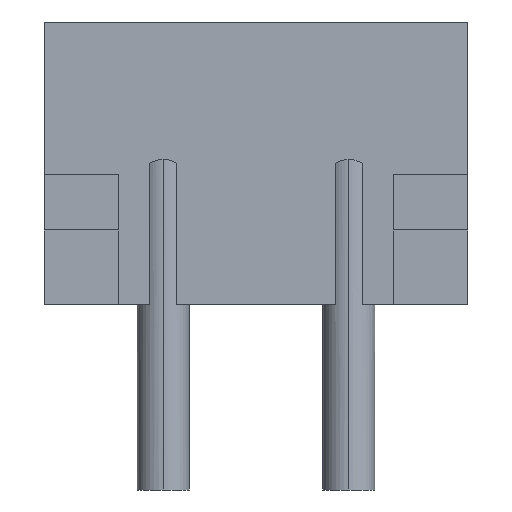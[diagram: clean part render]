
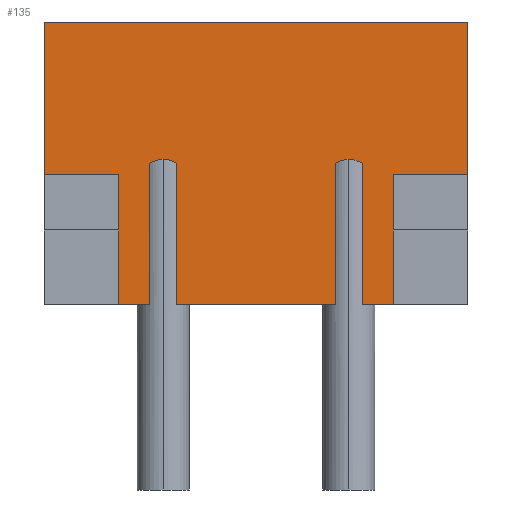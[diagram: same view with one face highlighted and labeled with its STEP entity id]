
A CAD part, front view. The second image highlights one B-rep face of the part: STEP entity #135.
In plain terms, the highlighted planar face has unit normal (0, -1, 0).
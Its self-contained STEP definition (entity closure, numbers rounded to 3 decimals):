
#1 = VERTEX_POINT ( 'NONE', #513 ) ;
#12 = EDGE_CURVE ( 'NONE', #52, #13, #588, .T. ) ;
#13 = VERTEX_POINT ( 'NONE', #579 ) ;
#27 = VERTEX_POINT ( 'NONE', #641 ) ;
#30 = EDGE_CURVE ( 'NONE', #27, #1, #631, .T. ) ;
#35 = VERTEX_POINT ( 'NONE', #669 ) ;
#44 = VERTEX_POINT ( 'NONE', #689 ) ;
#46 = EDGE_CURVE ( 'NONE', #50, #35, #687, .T. ) ;
#50 = VERTEX_POINT ( 'NONE', #721 ) ;
#52 = VERTEX_POINT ( 'NONE', #720 ) ;
#57 = ORIENTED_EDGE ( 'NONE', *, *, #12, .T. ) ;
#58 = EDGE_CURVE ( 'NONE', #52, #73, #766, .T. ) ;
#60 = EDGE_CURVE ( 'NONE', #63, #44, #762, .T. ) ;
#63 = VERTEX_POINT ( 'NONE', #788 ) ;
#72 = EDGE_CURVE ( 'NONE', #83, #73, #781, .T. ) ;
#73 = VERTEX_POINT ( 'NONE', #772 ) ;
#74 = ORIENTED_EDGE ( 'NONE', *, *, #58, .F. ) ;
#75 = ORIENTED_EDGE ( 'NONE', *, *, #30, .F. ) ;
#76 = ORIENTED_EDGE ( 'NONE', *, *, #77, .T. ) ;
#77 = EDGE_CURVE ( 'NONE', #27, #78, #833, .T. ) ;
#78 = VERTEX_POINT ( 'NONE', #829 ) ;
#79 = ORIENTED_EDGE ( 'NONE', *, *, #80, .T. ) ;
#80 = EDGE_CURVE ( 'NONE', #13, #1, #828, .T. ) ;
#81 = EDGE_CURVE ( 'NONE', #84, #83, #823, .T. ) ;
#82 = ORIENTED_EDGE ( 'NONE', *, *, #72, .T. ) ;
#83 = VERTEX_POINT ( 'NONE', #819 ) ;
#84 = VERTEX_POINT ( 'NONE', #818 ) ;
#85 = EDGE_CURVE ( 'NONE', #84, #122, #817, .T. ) ;
#86 = ORIENTED_EDGE ( 'NONE', *, *, #81, .T. ) ;
#88 = EDGE_CURVE ( 'NONE', #35, #44, #813, .T. ) ;
#89 = ORIENTED_EDGE ( 'NONE', *, *, #46, .T. ) ;
#90 = ORIENTED_EDGE ( 'NONE', *, *, #60, .F. ) ;
#91 = ORIENTED_EDGE ( 'NONE', *, *, #88, .T. ) ;
#95 = EDGE_CURVE ( 'NONE', #50, #78, #802, .T. ) ;
#96 = ORIENTED_EDGE ( 'NONE', *, *, #95, .F. ) ;
#109 = VERTEX_POINT ( 'NONE', #882 ) ;
#110 = VERTEX_POINT ( 'NONE', #881 ) ;
#111 = ORIENTED_EDGE ( 'NONE', *, *, #112, .T. ) ;
#112 = EDGE_CURVE ( 'NONE', #110, #113, #880, .T. ) ;
#113 = VERTEX_POINT ( 'NONE', #876 ) ;
#114 = ORIENTED_EDGE ( 'NONE', *, *, #115, .F. ) ;
#115 = EDGE_CURVE ( 'NONE', #116, #113, #875, .T. ) ;
#116 = VERTEX_POINT ( 'NONE', #871 ) ;
#117 = ORIENTED_EDGE ( 'NONE', *, *, #118, .F. ) ;
#118 = EDGE_CURVE ( 'NONE', #119, #116, #870, .T. ) ;
#119 = VERTEX_POINT ( 'NONE', #866 ) ;
#120 = ORIENTED_EDGE ( 'NONE', *, *, #121, .T. ) ;
#121 = EDGE_CURVE ( 'NONE', #119, #122, #864, .T. ) ;
#122 = VERTEX_POINT ( 'NONE', #926 ) ;
#123 = ORIENTED_EDGE ( 'NONE', *, *, #85, .F. ) ;
#135 = ADVANCED_FACE ( 'NONE', ( #903 ), #947, .F. ) ;
#136 = EDGE_LOOP ( 'NONE', ( #137, #111, #114, #117, #120, #123, #86, #82, #74, #57, #79, #75, #76, #96, #89, #91, #90, #516 ) ) ;
#137 = ORIENTED_EDGE ( 'NONE', *, *, #138, .T. ) ;
#138 = EDGE_CURVE ( 'NONE', #109, #110, #946, .T. ) ;
#513 = CARTESIAN_POINT ( 'NONE',  ( 1.78, 0., 1.9 ) ) ;
#514 = EDGE_CURVE ( 'NONE', #63, #109, #1988, .T. ) ;
#516 = ORIENTED_EDGE ( 'NONE', *, *, #514, .T. ) ;
#579 = CARTESIAN_POINT ( 'NONE',  ( 1.6, 0., 1.95 ) ) ;
#580 = DIRECTION ( 'NONE',  ( 0., 0., 1. ) ) ;
#581 = DIRECTION ( 'NONE',  ( 0., 1., 0. ) ) ;
#582 = CARTESIAN_POINT ( 'NONE',  ( 1.6, 0., 1.6 ) ) ;
#583 = AXIS2_PLACEMENT_3D ( 'NONE', #582, #581, #580 ) ;
#588 = CIRCLE ( 'NONE', #583, 0.35 ) ;
#628 = DIRECTION ( 'NONE',  ( 0., 0., 1. ) ) ;
#629 = VECTOR ( 'NONE', #628, 1000. ) ;
#630 = CARTESIAN_POINT ( 'NONE',  ( 1.78, 0., 1.6 ) ) ;
#631 = LINE ( 'NONE', #630, #629 ) ;
#641 = CARTESIAN_POINT ( 'NONE',  ( 1.78, 0., 0. ) ) ;
#669 = CARTESIAN_POINT ( 'NONE',  ( 4.1, 0., 1.95 ) ) ;
#683 = DIRECTION ( 'NONE',  ( 0., 0., 1. ) ) ;
#684 = DIRECTION ( 'NONE',  ( 0., 1., 0. ) ) ;
#685 = CARTESIAN_POINT ( 'NONE',  ( 4.1, 0., 1.6 ) ) ;
#686 = AXIS2_PLACEMENT_3D ( 'NONE', #685, #684, #683 ) ;
#687 = CIRCLE ( 'NONE', #686, 0.35 ) ;
#689 = CARTESIAN_POINT ( 'NONE',  ( 4.28, 0., 1.9 ) ) ;
#720 = CARTESIAN_POINT ( 'NONE',  ( 1.42, 0., 1.9 ) ) ;
#721 = CARTESIAN_POINT ( 'NONE',  ( 3.92, 0., 1.9 ) ) ;
#758 = DIRECTION ( 'NONE',  ( 0., 0., 1. ) ) ;
#759 = VECTOR ( 'NONE', #758, 1000. ) ;
#760 = CARTESIAN_POINT ( 'NONE',  ( 4.28, 0., 1.6 ) ) ;
#762 = LINE ( 'NONE', #760, #759 ) ;
#763 = DIRECTION ( 'NONE',  ( 0., 0., -1. ) ) ;
#764 = VECTOR ( 'NONE', #763, 1000. ) ;
#765 = CARTESIAN_POINT ( 'NONE',  ( 1.42, 0., 1.6 ) ) ;
#766 = LINE ( 'NONE', #765, #764 ) ;
#772 = CARTESIAN_POINT ( 'NONE',  ( 1.42, 0., 0. ) ) ;
#773 = DIRECTION ( 'NONE',  ( 1., 0., 0. ) ) ;
#774 = VECTOR ( 'NONE', #773, 1000. ) ;
#775 = CARTESIAN_POINT ( 'NONE',  ( 0., 0., 0. ) ) ;
#781 = LINE ( 'NONE', #775, #774 ) ;
#788 = CARTESIAN_POINT ( 'NONE',  ( 4.28, 0., 0. ) ) ;
#800 = DIRECTION ( 'NONE',  ( 0., 0., -1. ) ) ;
#801 = CARTESIAN_POINT ( 'NONE',  ( 3.92, 0., 1.6 ) ) ;
#802 = LINE ( 'NONE', #801, #860 ) ;
#809 = DIRECTION ( 'NONE',  ( 0., 0., 1. ) ) ;
#810 = DIRECTION ( 'NONE',  ( 0., 1., 0. ) ) ;
#811 = CARTESIAN_POINT ( 'NONE',  ( 4.1, 0., 1.6 ) ) ;
#812 = AXIS2_PLACEMENT_3D ( 'NONE', #811, #810, #809 ) ;
#813 = CIRCLE ( 'NONE', #812, 0.35 ) ;
#814 = DIRECTION ( 'NONE',  ( -1., 0., 0. ) ) ;
#815 = VECTOR ( 'NONE', #814, 1000. ) ;
#816 = CARTESIAN_POINT ( 'NONE',  ( 1., 0., 1.75 ) ) ;
#817 = LINE ( 'NONE', #816, #815 ) ;
#818 = CARTESIAN_POINT ( 'NONE',  ( 1., 0., 1.75 ) ) ;
#819 = CARTESIAN_POINT ( 'NONE',  ( 1., 0., 0. ) ) ;
#820 = DIRECTION ( 'NONE',  ( 0., 0., -1. ) ) ;
#821 = VECTOR ( 'NONE', #820, 1000. ) ;
#822 = CARTESIAN_POINT ( 'NONE',  ( 1., 0., 0. ) ) ;
#823 = LINE ( 'NONE', #822, #821 ) ;
#824 = DIRECTION ( 'NONE',  ( 0., 0., 1. ) ) ;
#825 = DIRECTION ( 'NONE',  ( 0., 1., 0. ) ) ;
#826 = CARTESIAN_POINT ( 'NONE',  ( 1.6, 0., 1.6 ) ) ;
#827 = AXIS2_PLACEMENT_3D ( 'NONE', #826, #825, #824 ) ;
#828 = CIRCLE ( 'NONE', #827, 0.35 ) ;
#829 = CARTESIAN_POINT ( 'NONE',  ( 3.92, 0., 0. ) ) ;
#830 = DIRECTION ( 'NONE',  ( 1., 0., 0. ) ) ;
#831 = VECTOR ( 'NONE', #830, 1000. ) ;
#832 = CARTESIAN_POINT ( 'NONE',  ( 0., 0., 0. ) ) ;
#833 = LINE ( 'NONE', #832, #831 ) ;
#860 = VECTOR ( 'NONE', #800, 1000. ) ;
#861 = DIRECTION ( 'NONE',  ( 0., 0., -1. ) ) ;
#862 = VECTOR ( 'NONE', #861, 1000. ) ;
#863 = CARTESIAN_POINT ( 'NONE',  ( 0., 0., 3.8 ) ) ;
#864 = LINE ( 'NONE', #863, #862 ) ;
#866 = CARTESIAN_POINT ( 'NONE',  ( 0., 0., 3.8 ) ) ;
#867 = DIRECTION ( 'NONE',  ( 1., 0., 0. ) ) ;
#868 = VECTOR ( 'NONE', #867, 1000. ) ;
#869 = CARTESIAN_POINT ( 'NONE',  ( 0., 0., 3.8 ) ) ;
#870 = LINE ( 'NONE', #869, #868 ) ;
#871 = CARTESIAN_POINT ( 'NONE',  ( 5.7, 0., 3.8 ) ) ;
#872 = DIRECTION ( 'NONE',  ( 0., 0., -1. ) ) ;
#873 = VECTOR ( 'NONE', #872, 1000. ) ;
#874 = CARTESIAN_POINT ( 'NONE',  ( 5.7, 0., 3.8 ) ) ;
#875 = LINE ( 'NONE', #874, #873 ) ;
#876 = CARTESIAN_POINT ( 'NONE',  ( 5.7, 0., 1.75 ) ) ;
#877 = DIRECTION ( 'NONE',  ( 1., 0., 0. ) ) ;
#878 = VECTOR ( 'NONE', #877, 1000. ) ;
#879 = CARTESIAN_POINT ( 'NONE',  ( 4.7, 0., 1.75 ) ) ;
#880 = LINE ( 'NONE', #879, #878 ) ;
#881 = CARTESIAN_POINT ( 'NONE',  ( 4.7, 0., 1.75 ) ) ;
#882 = CARTESIAN_POINT ( 'NONE',  ( 4.7, 0., 0. ) ) ;
#903 = FACE_OUTER_BOUND ( 'NONE', #136, .T. ) ;
#926 = CARTESIAN_POINT ( 'NONE',  ( 0., 0., 1.75 ) ) ;
#939 = DIRECTION ( 'NONE',  ( 0., 0., 1. ) ) ;
#940 = VECTOR ( 'NONE', #939, 1000. ) ;
#941 = CARTESIAN_POINT ( 'NONE',  ( 4.7, 0., 1.75 ) ) ;
#942 = DIRECTION ( 'NONE',  ( 0., 0., 1. ) ) ;
#943 = DIRECTION ( 'NONE',  ( 0., 1., 0. ) ) ;
#944 = CARTESIAN_POINT ( 'NONE',  ( 0., 0., 3.8 ) ) ;
#945 = AXIS2_PLACEMENT_3D ( 'NONE', #944, #943, #942 ) ;
#946 = LINE ( 'NONE', #941, #940 ) ;
#947 = PLANE ( 'NONE',  #945 ) ;
#1985 = DIRECTION ( 'NONE',  ( 1., 0., 0. ) ) ;
#1986 = VECTOR ( 'NONE', #1985, 1000. ) ;
#1987 = CARTESIAN_POINT ( 'NONE',  ( 0., 0., 0. ) ) ;
#1988 = LINE ( 'NONE', #1987, #1986 ) ;
